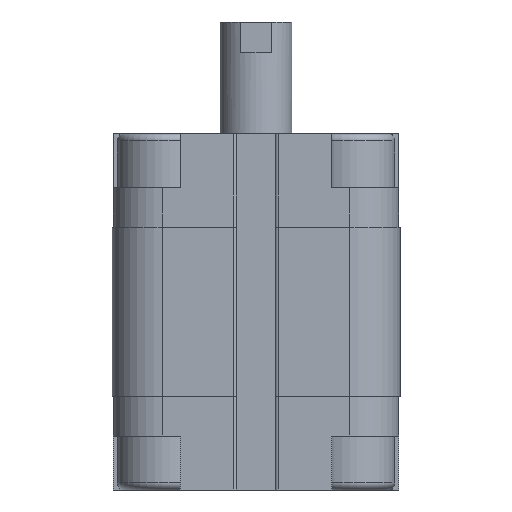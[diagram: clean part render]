
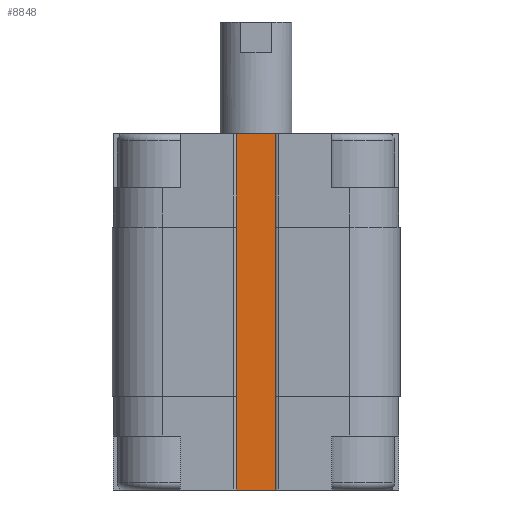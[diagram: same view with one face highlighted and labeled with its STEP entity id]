
A CAD part, front view. The second image highlights one B-rep face of the part: STEP entity #8848.
In plain terms, the highlighted face is planar.
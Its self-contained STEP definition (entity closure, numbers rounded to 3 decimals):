
#161=LINE('',#13419,#975);
#276=LINE('',#13782,#1090);
#277=LINE('',#13784,#1091);
#278=LINE('',#13786,#1092);
#975=VECTOR('',#10432,1000.);
#1090=VECTOR('',#10763,1000.);
#1091=VECTOR('',#10766,1000.);
#1092=VECTOR('',#10767,1000.);
#1730=PLANE('',#9519);
#2919=ORIENTED_EDGE('',*,*,#5213,.F.);
#2920=ORIENTED_EDGE('',*,*,#5394,.F.);
#2921=ORIENTED_EDGE('',*,*,#5395,.T.);
#2922=ORIENTED_EDGE('',*,*,#5396,.T.);
#5213=EDGE_CURVE('',#6490,#6491,#161,.T.);
#5394=EDGE_CURVE('',#6630,#6490,#276,.T.);
#5395=EDGE_CURVE('',#6630,#6631,#277,.T.);
#5396=EDGE_CURVE('',#6631,#6491,#278,.T.);
#6490=VERTEX_POINT('',#13418);
#6491=VERTEX_POINT('',#13420);
#6630=VERTEX_POINT('',#13781);
#6631=VERTEX_POINT('',#13785);
#7551=EDGE_LOOP('',(#2919,#2920,#2921,#2922));
#8193=FACE_BOUND('',#7551,.T.);
#8848=ADVANCED_FACE('',(#8193),#1730,.T.);
#9519=AXIS2_PLACEMENT_3D('',#13783,#10764,#10765);
#10432=DIRECTION('',(-1.,0.,0.));
#10763=DIRECTION('',(0.,0.,1.));
#10764=DIRECTION('',(0.,1.,0.));
#10765=DIRECTION('',(0.,0.,1.));
#10766=DIRECTION('',(-1.,0.,0.));
#10767=DIRECTION('',(0.,0.,1.));
#13418=CARTESIAN_POINT('',(3.,15.,0.));
#13419=CARTESIAN_POINT('',(3.,15.,0.));
#13420=CARTESIAN_POINT('',(-3.,15.,0.));
#13781=CARTESIAN_POINT('',(3.,15.,-49.5));
#13782=CARTESIAN_POINT('',(3.,15.,-13.));
#13783=CARTESIAN_POINT('',(3.,15.,-13.));
#13784=CARTESIAN_POINT('',(3.,15.,-49.5));
#13785=CARTESIAN_POINT('',(-3.,15.,-49.5));
#13786=CARTESIAN_POINT('',(-3.,15.,-13.));
